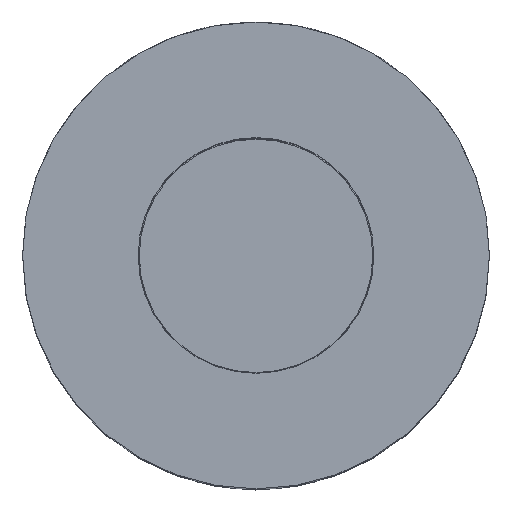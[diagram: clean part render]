
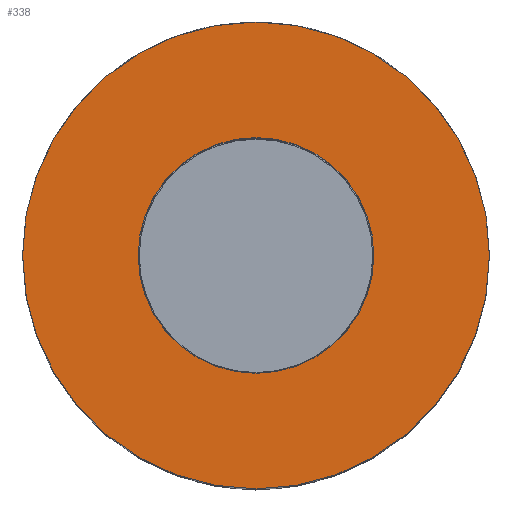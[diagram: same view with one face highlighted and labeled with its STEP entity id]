
A CAD part, top view. The second image highlights one B-rep face of the part: STEP entity #338.
In plain terms, the highlighted planar face has unit normal (0, 0, 1).
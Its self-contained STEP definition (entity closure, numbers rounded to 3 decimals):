
#38=FACE_BOUND('',#93,.T.);
#48=PLANE('',#401);
#67=FACE_OUTER_BOUND('',#92,.T.);
#92=EDGE_LOOP('',(#307));
#93=EDGE_LOOP('',(#308));
#150=CIRCLE('',#394,10.1);
#154=CIRCLE('',#400,20.);
#182=VERTEX_POINT('',#721);
#183=VERTEX_POINT('',#729);
#221=EDGE_CURVE('',#182,#182,#150,.T.);
#226=EDGE_CURVE('',#183,#183,#154,.T.);
#307=ORIENTED_EDGE('',*,*,#226,.T.);
#308=ORIENTED_EDGE('',*,*,#221,.T.);
#338=ADVANCED_FACE('',(#67,#38),#48,.T.);
#394=AXIS2_PLACEMENT_3D('',#723,#484,#485);
#400=AXIS2_PLACEMENT_3D('',#731,#497,#498);
#401=AXIS2_PLACEMENT_3D('',#732,#499,#500);
#484=DIRECTION('center_axis',(0.,0.,-1.));
#485=DIRECTION('ref_axis',(-1.,0.,0.));
#497=DIRECTION('center_axis',(0.,0.,1.));
#498=DIRECTION('ref_axis',(-1.,0.,0.));
#499=DIRECTION('center_axis',(0.,0.,1.));
#500=DIRECTION('ref_axis',(-1.,0.,0.));
#721=CARTESIAN_POINT('',(10.1,0.,35.));
#723=CARTESIAN_POINT('Origin',(0.,0.,35.));
#729=CARTESIAN_POINT('',(20.,0.,35.));
#731=CARTESIAN_POINT('Origin',(0.,0.,35.));
#732=CARTESIAN_POINT('Origin',(0.,0.,35.));
